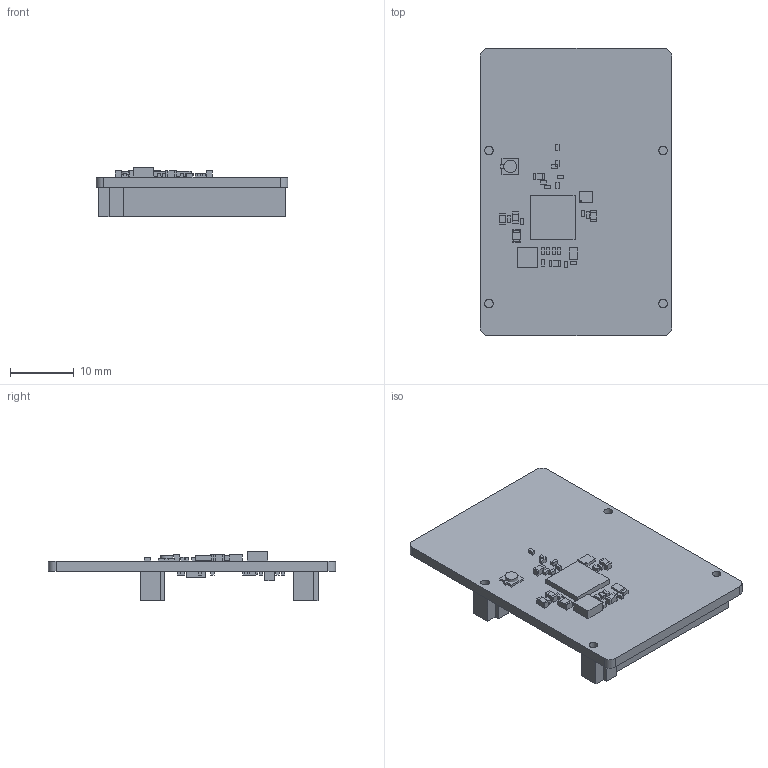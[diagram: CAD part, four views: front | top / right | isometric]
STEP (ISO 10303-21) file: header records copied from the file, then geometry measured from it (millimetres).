
FILE_DESCRIPTION(/* description */ (''),/* implementation_level */ '2;1');
FILE_NAME(/* name */ 'PCB4104A_A02.step',/* time_stamp */ '2018-08-19T15:16:24+09:00',/* author */ (''),/* organization */ (''),/* preprocessor_version */ 'ST-DEVELOPER v17',/* originating_system */ 'Autodesk Translation Framework v7.1.0.215',/* authorisation */ '');
FILE_SCHEMA (('AUTOMOTIVE_DESIGN { 1 0 10303 214 3 1 1 }'));
Length unit declared in the file: millimetre
Products named in the file (98): PCB; Board; P201; U1; 1497646552; Extruded (1); R103; R1; R211; R210; R206; R205; L2; U200; 1497646416; Extruded (5); R201; R200; R2; C207; C205; 1497648864; Extruded (7); 1497649000; Extruded (8); C203; C201; C200; C112; C115; C114; C113; C111; C110; C107; C106; C103; C102; C1; P200 ...
Assembly tree (135 placements, depth 4):
  PCB
    Board
    P201
      1497648592
        Extruded
    U1
      1497646552
        Extruded (1)
    R103
      1497646688
        Extruded (2)
    R1
      1497646688
        Extruded (2)
    R211
      1497648728
        Extruded (3)
    R210
      1497646688
        Extruded (2)
    R206
      1497648728
        Extruded (3)
    R205
      1497646688
        Extruded (2)
    L2
      1497646824
        Extruded (4)
    U200
      1497646416
        Extruded (5)
    R201
      1497646960
        Extruded (6)
    R200
      1497646960
        Extruded (6)
    R2
      1497646960
        Extruded (6)
    C207
      1497646960
        Extruded (6)
    C205
      1497648864
        Extruded (7)
      1497649000  x2
        Extruded (8)
    C203
      1497646960
        Extruded (6)
    C201
      1497646960
        Extruded (6)
    C200
      1497646824
        Extruded (4)
    C112
      1497647096
Bounding box: 30 x 45 x 7.69 mm (x, y, z)
Volume: 3129.7 mm3; surface area: 4358.1 mm2
Topology: 63 solids, 63 shells, 415 faces, 877 edges, 588 vertices
Faces by surface type: plane 406, cylinder 9
Full cylindrical faces by diameter (mm): 1.35 x4, 2 x1
Entity records: 7673 total; most frequent: DIRECTION 1269, CARTESIAN_POINT 1101, ORIENTED_EDGE 818, AXIS2_PLACEMENT_3D 444, EDGE_CURVE 409, LINE 381, VECTOR 381, VERTEX_POINT 276
